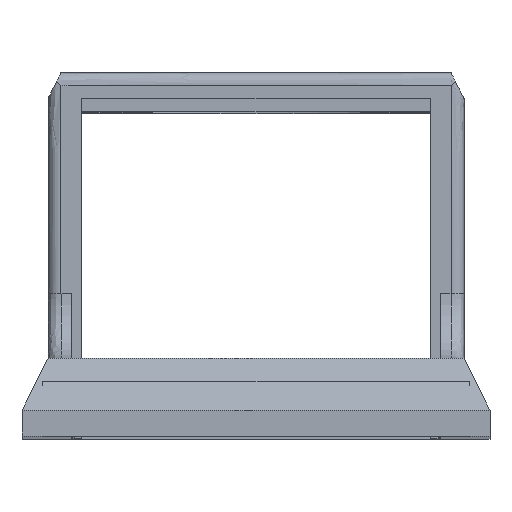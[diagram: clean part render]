
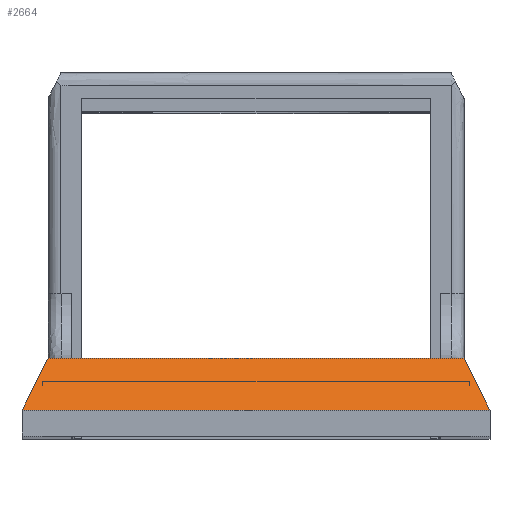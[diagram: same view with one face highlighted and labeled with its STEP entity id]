
A CAD part, top view. The second image highlights one B-rep face of the part: STEP entity #2664.
In plain terms, the highlighted planar face has unit normal (0, 0.447, 0.894).
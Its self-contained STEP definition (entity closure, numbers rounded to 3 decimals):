
#86=PLANE('',#2838);
#170=FACE_OUTER_BOUND('',#312,.T.);
#312=EDGE_LOOP('',(#1852,#1853,#1854,#1855));
#491=LINE('',#3946,#761);
#494=LINE('',#3952,#764);
#495=LINE('',#3954,#765);
#496=LINE('',#3955,#766);
#761=VECTOR('',#3137,10.);
#764=VECTOR('',#3142,10.);
#765=VECTOR('',#3143,10.);
#766=VECTOR('',#3144,10.);
#1163=VERTEX_POINT('',#3943);
#1164=VERTEX_POINT('',#3945);
#1166=VERTEX_POINT('',#3951);
#1167=VERTEX_POINT('',#3953);
#1435=EDGE_CURVE('',#1164,#1163,#491,.T.);
#1438=EDGE_CURVE('',#1163,#1166,#494,.T.);
#1439=EDGE_CURVE('',#1166,#1167,#495,.T.);
#1440=EDGE_CURVE('',#1167,#1164,#496,.T.);
#1852=ORIENTED_EDGE('',*,*,#1435,.T.);
#1853=ORIENTED_EDGE('',*,*,#1438,.T.);
#1854=ORIENTED_EDGE('',*,*,#1439,.T.);
#1855=ORIENTED_EDGE('',*,*,#1440,.T.);
#2664=ADVANCED_FACE('',(#170),#86,.T.);
#2838=AXIS2_PLACEMENT_3D('',#3950,#3140,#3141);
#3137=DIRECTION('',(-0.408,-0.816,0.408));
#3140=DIRECTION('center_axis',(0.,0.447,0.894));
#3141=DIRECTION('ref_axis',(1.,0.,0.));
#3142=DIRECTION('',(1.,0.,0.));
#3143=DIRECTION('',(-0.408,0.816,-0.408));
#3144=DIRECTION('',(-1.,0.,0.));
#3943=CARTESIAN_POINT('',(-15.139,-0.699,133.54));
#3945=CARTESIAN_POINT('',(-13.139,3.301,131.54));
#3946=CARTESIAN_POINT('',(-9.761,10.056,128.162));
#3950=CARTESIAN_POINT('Origin',(-6.609,1.301,132.54));
#3951=CARTESIAN_POINT('',(20.861,-0.699,133.54));
#3952=CARTESIAN_POINT('',(-6.609,-0.699,133.54));
#3953=CARTESIAN_POINT('',(18.861,3.301,131.54));
#3954=CARTESIAN_POINT('',(13.905,13.212,126.584));
#3955=CARTESIAN_POINT('',(-6.609,3.301,131.54));
